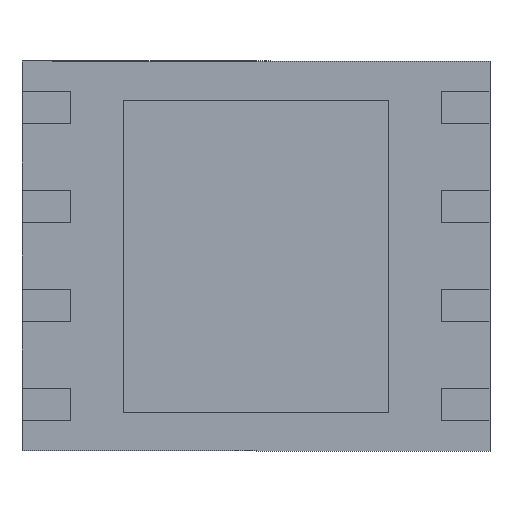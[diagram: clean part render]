
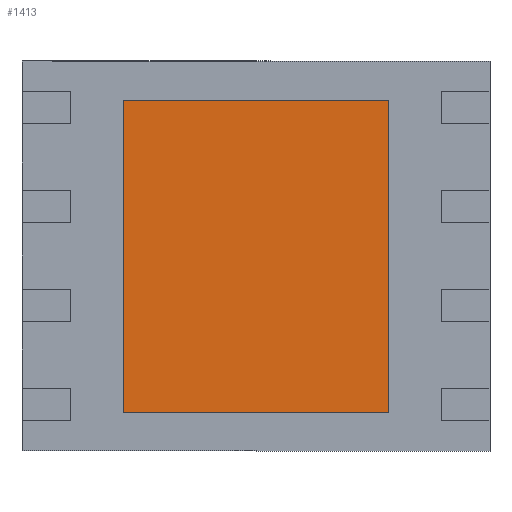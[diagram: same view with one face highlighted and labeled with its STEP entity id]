
A CAD part, front view. The second image highlights one B-rep face of the part: STEP entity #1413.
In plain terms, the highlighted planar face has unit normal (0, -1, 0).
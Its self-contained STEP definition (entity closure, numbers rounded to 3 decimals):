
#9 = CARTESIAN_POINT ( 'NONE',  ( 1.7, 0., 2. ) ) ;
#24 = ORIENTED_EDGE ( 'NONE', *, *, #2833, .T. ) ;
#95 = ORIENTED_EDGE ( 'NONE', *, *, #2321, .T. ) ;
#141 = ORIENTED_EDGE ( 'NONE', *, *, #1323, .T. ) ;
#309 = DIRECTION ( 'NONE',  ( 0., 0., -1. ) ) ;
#334 = VERTEX_POINT ( 'NONE', #2192 ) ;
#457 = LINE ( 'NONE', #1234, #1885 ) ;
#500 = VERTEX_POINT ( 'NONE', #744 ) ;
#545 = VERTEX_POINT ( 'NONE', #1831 ) ;
#686 = LINE ( 'NONE', #9, #2793 ) ;
#706 = DIRECTION ( 'NONE',  ( 0., 0., 1. ) ) ;
#744 = CARTESIAN_POINT ( 'NONE',  ( 1.7, 0., -2. ) ) ;
#799 = DIRECTION ( 'NONE',  ( 0., 0., -1. ) ) ;
#838 = VECTOR ( 'NONE', #2170, 1000. ) ;
#1135 = VERTEX_POINT ( 'NONE', #1435 ) ;
#1234 = CARTESIAN_POINT ( 'NONE',  ( -1.7, 0., 2. ) ) ;
#1307 = ORIENTED_EDGE ( 'NONE', *, *, #2738, .T. ) ;
#1323 = EDGE_CURVE ( 'NONE', #500, #545, #686, .T. ) ;
#1413 = ADVANCED_FACE ( 'NONE', ( #1821 ), #1581, .T. ) ;
#1430 = DIRECTION ( 'NONE',  ( 0., -1., 0. ) ) ;
#1435 = CARTESIAN_POINT ( 'NONE',  ( -1.7, 0., -2. ) ) ;
#1511 = CARTESIAN_POINT ( 'NONE',  ( 1.7, 0., -2. ) ) ;
#1532 = VECTOR ( 'NONE', #2795, 1000. ) ;
#1581 = PLANE ( 'NONE',  #2476 ) ;
#1661 = EDGE_LOOP ( 'NONE', ( #1307, #24, #95, #141 ) ) ;
#1821 = FACE_OUTER_BOUND ( 'NONE', #1661, .T. ) ;
#1831 = CARTESIAN_POINT ( 'NONE',  ( 1.7, 0., 2. ) ) ;
#1885 = VECTOR ( 'NONE', #799, 1000. ) ;
#2010 = LINE ( 'NONE', #1511, #838 ) ;
#2074 = CARTESIAN_POINT ( 'NONE',  ( 0., 0., 0. ) ) ;
#2170 = DIRECTION ( 'NONE',  ( 1., 0., 0. ) ) ;
#2192 = CARTESIAN_POINT ( 'NONE',  ( -1.7, 0., 2. ) ) ;
#2321 = EDGE_CURVE ( 'NONE', #1135, #500, #2010, .T. ) ;
#2476 = AXIS2_PLACEMENT_3D ( 'NONE', #2074, #1430, #309 ) ;
#2620 = LINE ( 'NONE', #2812, #1532 ) ;
#2738 = EDGE_CURVE ( 'NONE', #545, #334, #2620, .T. ) ;
#2793 = VECTOR ( 'NONE', #706, 1000. ) ;
#2795 = DIRECTION ( 'NONE',  ( -1., 0., 0. ) ) ;
#2812 = CARTESIAN_POINT ( 'NONE',  ( 1.7, 0., 2. ) ) ;
#2833 = EDGE_CURVE ( 'NONE', #334, #1135, #457, .T. ) ;
